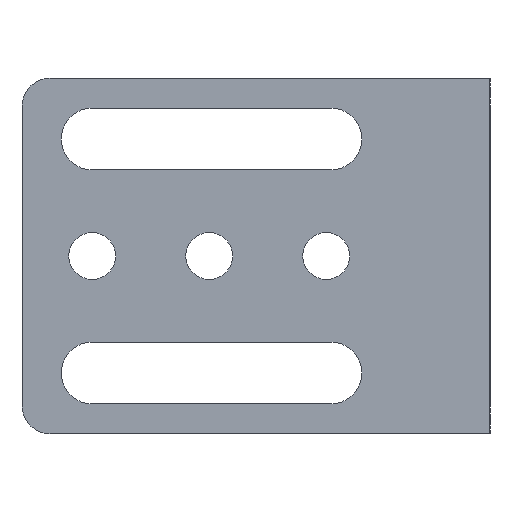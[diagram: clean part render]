
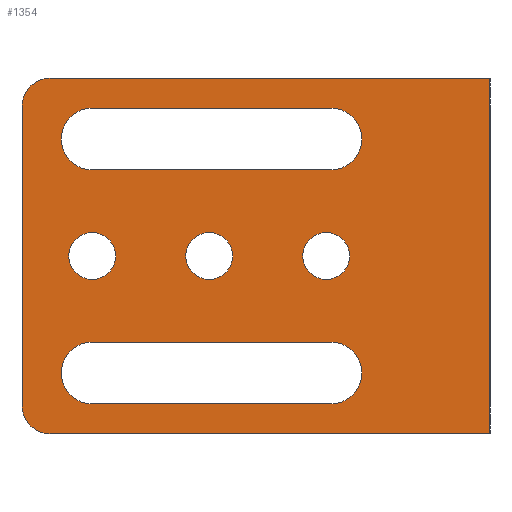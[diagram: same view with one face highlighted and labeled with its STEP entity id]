
A CAD part, left-side view. The second image highlights one B-rep face of the part: STEP entity #1354.
In plain terms, the highlighted planar face has unit normal (-1, 0, 0).
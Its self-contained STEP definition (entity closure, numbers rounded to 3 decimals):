
#41 = VERTEX_POINT ( 'NONE', #1246 ) ;
#52 = DIRECTION ( 'NONE',  ( 0., 1., 0. ) ) ;
#53 = VECTOR ( 'NONE', #1558, 1000. ) ;
#66 = CARTESIAN_POINT ( 'NONE',  ( -25., 10., 15.8 ) ) ;
#77 = EDGE_CURVE ( 'NONE', #547, #547, #163, .T. ) ;
#104 = CARTESIAN_POINT ( 'NONE',  ( -25., 47., -16. ) ) ;
#121 = EDGE_CURVE ( 'NONE', #2292, #1936, #2425, .T. ) ;
#139 = LINE ( 'NONE', #2568, #662 ) ;
#145 = CARTESIAN_POINT ( 'NONE',  ( -25., 47., 16. ) ) ;
#163 = CIRCLE ( 'NONE', #1525, 2.5 ) ;
#169 = DIRECTION ( 'NONE',  ( 0., 0., -1. ) ) ;
#183 = DIRECTION ( 'NONE',  ( 0., 0., -1. ) ) ;
#201 = DIRECTION ( 'NONE',  ( 0., 0., -1. ) ) ;
#209 = CARTESIAN_POINT ( 'NONE',  ( -25., 10., 9.2 ) ) ;
#218 = AXIS2_PLACEMENT_3D ( 'NONE', #1419, #1212, #201 ) ;
#247 = ORIENTED_EDGE ( 'NONE', *, *, #983, .F. ) ;
#266 = LINE ( 'NONE', #66, #1144 ) ;
#268 = DIRECTION ( 'NONE',  ( 0., 0., -1. ) ) ;
#297 = EDGE_LOOP ( 'NONE', ( #356, #828, #247, #1567 ) ) ;
#336 = VERTEX_POINT ( 'NONE', #894 ) ;
#343 = EDGE_LOOP ( 'NONE', ( #925 ) ) ;
#356 = ORIENTED_EDGE ( 'NONE', *, *, #1437, .F. ) ;
#367 = CIRCLE ( 'NONE', #1725, 3.3 ) ;
#374 = DIRECTION ( 'NONE',  ( 1., 0., 0. ) ) ;
#376 = CARTESIAN_POINT ( 'NONE',  ( -25., 17., -9.2 ) ) ;
#433 = DIRECTION ( 'NONE',  ( 1., 0., 0. ) ) ;
#453 = CARTESIAN_POINT ( 'NONE',  ( -25., 0., -19. ) ) ;
#547 = VERTEX_POINT ( 'NONE', #1821 ) ;
#554 = FACE_BOUND ( 'NONE', #297, .T. ) ;
#555 = CARTESIAN_POINT ( 'NONE',  ( -25., 17., -12.5 ) ) ;
#596 = DIRECTION ( 'NONE',  ( -1., 0., 0. ) ) ;
#620 = CARTESIAN_POINT ( 'NONE',  ( -25., 10., -9.2 ) ) ;
#633 = FACE_BOUND ( 'NONE', #930, .T. ) ;
#648 = LINE ( 'NONE', #620, #2067 ) ;
#654 = CARTESIAN_POINT ( 'NONE',  ( -25., 17., 12.5 ) ) ;
#662 = VECTOR ( 'NONE', #1711, 1000. ) ;
#665 = AXIS2_PLACEMENT_3D ( 'NONE', #104, #1528, #1948 ) ;
#676 = CARTESIAN_POINT ( 'NONE',  ( -25., 17., 15.8 ) ) ;
#744 = CARTESIAN_POINT ( 'NONE',  ( -25., 10., 19. ) ) ;
#745 = LINE ( 'NONE', #1560, #2550 ) ;
#784 = AXIS2_PLACEMENT_3D ( 'NONE', #145, #1530, #952 ) ;
#787 = EDGE_CURVE ( 'NONE', #1161, #2292, #1666, .T. ) ;
#795 = DIRECTION ( 'NONE',  ( 1., 0., 0. ) ) ;
#822 = CARTESIAN_POINT ( 'NONE',  ( -25., 0., -19. ) ) ;
#825 = ORIENTED_EDGE ( 'NONE', *, *, #1278, .T. ) ;
#828 = ORIENTED_EDGE ( 'NONE', *, *, #2268, .F. ) ;
#830 = CARTESIAN_POINT ( 'NONE',  ( -25., 50., -16. ) ) ;
#877 = LINE ( 'NONE', #453, #1360 ) ;
#885 = ORIENTED_EDGE ( 'NONE', *, *, #2043, .T. ) ;
#894 = CARTESIAN_POINT ( 'NONE',  ( -25., 42.5, -9.2 ) ) ;
#899 = EDGE_CURVE ( 'NONE', #1778, #1499, #1341, .T. ) ;
#925 = ORIENTED_EDGE ( 'NONE', *, *, #1956, .T. ) ;
#927 = EDGE_CURVE ( 'NONE', #1778, #1113, #2139, .T. ) ;
#930 = EDGE_LOOP ( 'NONE', ( #1863 ) ) ;
#952 = DIRECTION ( 'NONE',  ( 0., 0., -1. ) ) ;
#967 = VECTOR ( 'NONE', #1427, 1000. ) ;
#977 = CIRCLE ( 'NONE', #1494, 2.5 ) ;
#983 = EDGE_CURVE ( 'NONE', #1723, #1034, #2608, .T. ) ;
#989 = ORIENTED_EDGE ( 'NONE', *, *, #787, .T. ) ;
#993 = DIRECTION ( 'NONE',  ( -1., 0., 0. ) ) ;
#996 = CARTESIAN_POINT ( 'NONE',  ( -25., 17., -15.8 ) ) ;
#1016 = EDGE_CURVE ( 'NONE', #1628, #1203, #2209, .T. ) ;
#1017 = CARTESIAN_POINT ( 'NONE',  ( -25., 30., 0. ) ) ;
#1034 = VERTEX_POINT ( 'NONE', #376 ) ;
#1043 = DIRECTION ( 'NONE',  ( 0., 0., -1. ) ) ;
#1072 = VERTEX_POINT ( 'NONE', #1218 ) ;
#1108 = AXIS2_PLACEMENT_3D ( 'NONE', #654, #1281, #268 ) ;
#1113 = VERTEX_POINT ( 'NONE', #1676 ) ;
#1144 = VECTOR ( 'NONE', #1902, 1000. ) ;
#1161 = VERTEX_POINT ( 'NONE', #676 ) ;
#1174 = DIRECTION ( 'NONE',  ( 0., -1., 0. ) ) ;
#1196 = DIRECTION ( 'NONE',  ( 0., 0., -1. ) ) ;
#1202 = CARTESIAN_POINT ( 'NONE',  ( -25., 10., -19. ) ) ;
#1203 = VERTEX_POINT ( 'NONE', #822 ) ;
#1212 = DIRECTION ( 'NONE',  ( 1., 0., 0. ) ) ;
#1218 = CARTESIAN_POINT ( 'NONE',  ( -25., 42.5, -2.5 ) ) ;
#1246 = CARTESIAN_POINT ( 'NONE',  ( -25., 42.5, 15.8 ) ) ;
#1247 = CARTESIAN_POINT ( 'NONE',  ( -25., 10., -19. ) ) ;
#1255 = VECTOR ( 'NONE', #1407, 1000. ) ;
#1266 = CARTESIAN_POINT ( 'NONE',  ( -25., 42.5, -15.8 ) ) ;
#1278 = EDGE_CURVE ( 'NONE', #1329, #1628, #2241, .T. ) ;
#1281 = DIRECTION ( 'NONE',  ( 1., 0., 0. ) ) ;
#1329 = VERTEX_POINT ( 'NONE', #830 ) ;
#1335 = AXIS2_PLACEMENT_3D ( 'NONE', #555, #596, #1394 ) ;
#1336 = EDGE_LOOP ( 'NONE', ( #2188 ) ) ;
#1341 = LINE ( 'NONE', #744, #53 ) ;
#1342 = AXIS2_PLACEMENT_3D ( 'NONE', #1247, #374, #183 ) ;
#1354 = ADVANCED_FACE ( 'NONE', ( #2178, #1570, #633, #1975, #2603, #554 ), #2573, .F. ) ;
#1360 = VECTOR ( 'NONE', #1693, 1000. ) ;
#1391 = CARTESIAN_POINT ( 'NONE',  ( -25., 42.5, 12.5 ) ) ;
#1394 = DIRECTION ( 'NONE',  ( 0., 0., -1. ) ) ;
#1407 = DIRECTION ( 'NONE',  ( 0., -1., 0. ) ) ;
#1419 = CARTESIAN_POINT ( 'NONE',  ( -25., 42.5, 0. ) ) ;
#1427 = DIRECTION ( 'NONE',  ( 0., 1., 0. ) ) ;
#1437 = EDGE_CURVE ( 'NONE', #336, #2054, #367, .T. ) ;
#1450 = CARTESIAN_POINT ( 'NONE',  ( -25., 47., -19. ) ) ;
#1482 = ORIENTED_EDGE ( 'NONE', *, *, #1553, .F. ) ;
#1493 = AXIS2_PLACEMENT_3D ( 'NONE', #1391, #795, #1196 ) ;
#1494 = AXIS2_PLACEMENT_3D ( 'NONE', #2552, #2355, #1757 ) ;
#1499 = VERTEX_POINT ( 'NONE', #2528 ) ;
#1505 = ORIENTED_EDGE ( 'NONE', *, *, #2159, .T. ) ;
#1525 = AXIS2_PLACEMENT_3D ( 'NONE', #1017, #433, #1043 ) ;
#1528 = DIRECTION ( 'NONE',  ( -1., 0., 0. ) ) ;
#1530 = DIRECTION ( 'NONE',  ( -1., 0., 0. ) ) ;
#1553 = EDGE_CURVE ( 'NONE', #1329, #1113, #139, .T. ) ;
#1558 = DIRECTION ( 'NONE',  ( 0., -1., 0. ) ) ;
#1560 = CARTESIAN_POINT ( 'NONE',  ( -25., 10., -15.8 ) ) ;
#1567 = ORIENTED_EDGE ( 'NONE', *, *, #1766, .F. ) ;
#1570 = FACE_BOUND ( 'NONE', #1336, .T. ) ;
#1572 = CIRCLE ( 'NONE', #218, 2.5 ) ;
#1612 = CARTESIAN_POINT ( 'NONE',  ( -25., 42.5, 9.2 ) ) ;
#1628 = VERTEX_POINT ( 'NONE', #1450 ) ;
#1658 = CARTESIAN_POINT ( 'NONE',  ( -25., 17.5, -2.5 ) ) ;
#1666 = CIRCLE ( 'NONE', #1108, 3.3 ) ;
#1676 = CARTESIAN_POINT ( 'NONE',  ( -25., 50., 16. ) ) ;
#1693 = DIRECTION ( 'NONE',  ( 0., 0., 1. ) ) ;
#1711 = DIRECTION ( 'NONE',  ( 0., 0., 1. ) ) ;
#1723 = VERTEX_POINT ( 'NONE', #996 ) ;
#1725 = AXIS2_PLACEMENT_3D ( 'NONE', #1990, #993, #169 ) ;
#1757 = DIRECTION ( 'NONE',  ( 0., 0., -1. ) ) ;
#1766 = EDGE_CURVE ( 'NONE', #2054, #1723, #745, .T. ) ;
#1778 = VERTEX_POINT ( 'NONE', #2181 ) ;
#1796 = ORIENTED_EDGE ( 'NONE', *, *, #899, .F. ) ;
#1799 = EDGE_CURVE ( 'NONE', #1846, #1846, #977, .T. ) ;
#1821 = CARTESIAN_POINT ( 'NONE',  ( -25., 30., -2.5 ) ) ;
#1830 = CIRCLE ( 'NONE', #1493, 3.3 ) ;
#1846 = VERTEX_POINT ( 'NONE', #1658 ) ;
#1861 = CARTESIAN_POINT ( 'NONE',  ( -25., 17., 9.2 ) ) ;
#1863 = ORIENTED_EDGE ( 'NONE', *, *, #1799, .T. ) ;
#1902 = DIRECTION ( 'NONE',  ( 0., -1., 0. ) ) ;
#1914 = ORIENTED_EDGE ( 'NONE', *, *, #2041, .T. ) ;
#1936 = VERTEX_POINT ( 'NONE', #1612 ) ;
#1948 = DIRECTION ( 'NONE',  ( 0., 0., -1. ) ) ;
#1956 = EDGE_CURVE ( 'NONE', #1072, #1072, #1572, .T. ) ;
#1975 = FACE_OUTER_BOUND ( 'NONE', #2622, .T. ) ;
#1990 = CARTESIAN_POINT ( 'NONE',  ( -25., 42.5, -12.5 ) ) ;
#2004 = ORIENTED_EDGE ( 'NONE', *, *, #927, .T. ) ;
#2031 = ORIENTED_EDGE ( 'NONE', *, *, #121, .T. ) ;
#2041 = EDGE_CURVE ( 'NONE', #41, #1161, #266, .T. ) ;
#2043 = EDGE_CURVE ( 'NONE', #1203, #1499, #877, .T. ) ;
#2054 = VERTEX_POINT ( 'NONE', #1266 ) ;
#2067 = VECTOR ( 'NONE', #52, 1000. ) ;
#2139 = CIRCLE ( 'NONE', #784, 3. ) ;
#2159 = EDGE_CURVE ( 'NONE', #1936, #41, #1830, .T. ) ;
#2178 = FACE_BOUND ( 'NONE', #343, .T. ) ;
#2181 = CARTESIAN_POINT ( 'NONE',  ( -25., 47., 19. ) ) ;
#2188 = ORIENTED_EDGE ( 'NONE', *, *, #77, .T. ) ;
#2209 = LINE ( 'NONE', #1202, #1255 ) ;
#2241 = CIRCLE ( 'NONE', #665, 3. ) ;
#2268 = EDGE_CURVE ( 'NONE', #1034, #336, #648, .T. ) ;
#2292 = VERTEX_POINT ( 'NONE', #1861 ) ;
#2310 = ORIENTED_EDGE ( 'NONE', *, *, #1016, .T. ) ;
#2344 = EDGE_LOOP ( 'NONE', ( #2031, #1505, #1914, #989 ) ) ;
#2355 = DIRECTION ( 'NONE',  ( 1., 0., 0. ) ) ;
#2425 = LINE ( 'NONE', #209, #967 ) ;
#2528 = CARTESIAN_POINT ( 'NONE',  ( -25., 0., 19. ) ) ;
#2550 = VECTOR ( 'NONE', #1174, 1000. ) ;
#2552 = CARTESIAN_POINT ( 'NONE',  ( -25., 17.5, 0. ) ) ;
#2568 = CARTESIAN_POINT ( 'NONE',  ( -25., 50., -19. ) ) ;
#2573 = PLANE ( 'NONE',  #1342 ) ;
#2603 = FACE_BOUND ( 'NONE', #2344, .T. ) ;
#2608 = CIRCLE ( 'NONE', #1335, 3.3 ) ;
#2622 = EDGE_LOOP ( 'NONE', ( #1796, #2004, #1482, #825, #2310, #885 ) ) ;
